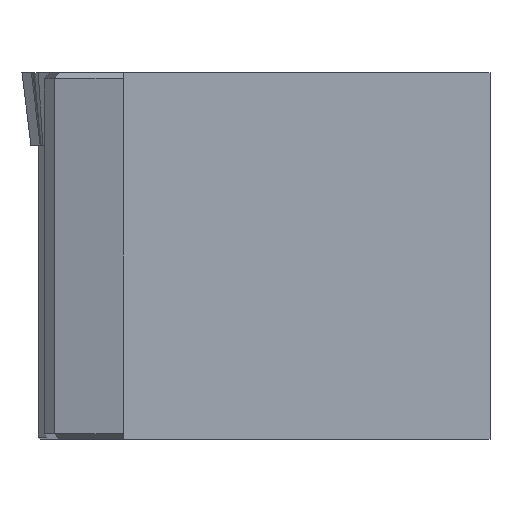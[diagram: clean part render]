
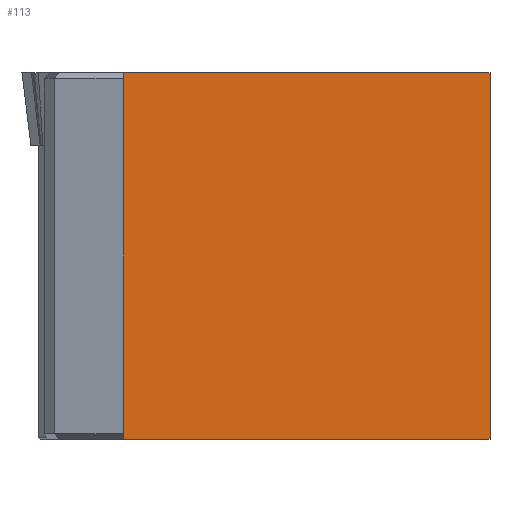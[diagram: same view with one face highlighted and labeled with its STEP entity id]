
A CAD part, front view. The second image highlights one B-rep face of the part: STEP entity #113.
In plain terms, the highlighted planar face has unit normal (0, -1, 0).
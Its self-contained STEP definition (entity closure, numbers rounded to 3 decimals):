
#78=PLANE('',#740);
#113=ADVANCED_FACE('',(#151),#78,.T.);
#151=FACE_OUTER_BOUND('',#193,.T.);
#193=EDGE_LOOP('',(#451,#452,#453,#454));
#256=LINE('',#1070,#329);
#257=LINE('',#1073,#330);
#258=LINE('',#1075,#331);
#259=LINE('',#1077,#332);
#329=VECTOR('',#875,1.);
#330=VECTOR('',#876,1.);
#331=VECTOR('',#877,1.);
#332=VECTOR('',#878,1.);
#451=ORIENTED_EDGE('',*,*,#659,.F.);
#452=ORIENTED_EDGE('',*,*,#660,.F.);
#453=ORIENTED_EDGE('',*,*,#661,.T.);
#454=ORIENTED_EDGE('',*,*,#662,.T.);
#583=VERTEX_POINT('',#1071);
#584=VERTEX_POINT('',#1072);
#585=VERTEX_POINT('',#1074);
#586=VERTEX_POINT('',#1076);
#659=EDGE_CURVE('',#583,#584,#256,.T.);
#660=EDGE_CURVE('',#585,#583,#257,.T.);
#661=EDGE_CURVE('',#585,#586,#258,.T.);
#662=EDGE_CURVE('',#586,#584,#259,.T.);
#740=AXIS2_PLACEMENT_3D('',#1078,#879,#880);
#875=DIRECTION('',(1.,0.,0.));
#876=DIRECTION('',(0.,0.,1.));
#877=DIRECTION('',(1.,0.,0.));
#878=DIRECTION('',(0.,0.,1.));
#879=DIRECTION('',(0.,-1.,0.));
#880=DIRECTION('',(0.,0.,-1.));
#1070=CARTESIAN_POINT('',(5.604,-127.396,0.));
#1071=CARTESIAN_POINT('',(5.604,-127.396,0.));
#1072=CARTESIAN_POINT('',(25.604,-127.396,0.));
#1073=CARTESIAN_POINT('',(5.604,-127.396,-20.));
#1074=CARTESIAN_POINT('',(5.604,-127.396,-20.));
#1075=CARTESIAN_POINT('',(5.604,-127.396,-20.));
#1076=CARTESIAN_POINT('',(25.604,-127.396,-20.));
#1077=CARTESIAN_POINT('',(25.604,-127.396,-20.));
#1078=CARTESIAN_POINT('',(5.604,-127.396,-20.));
